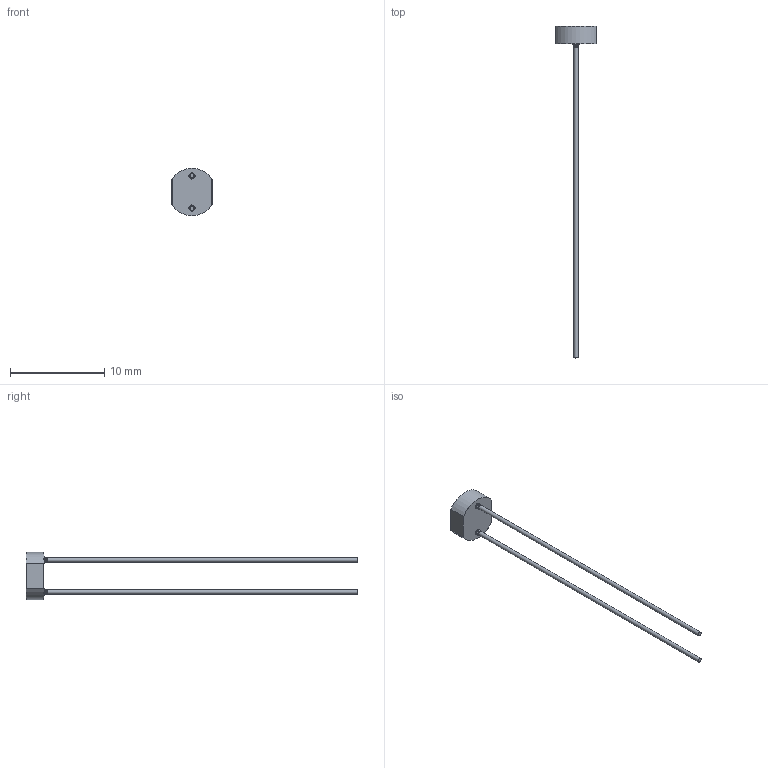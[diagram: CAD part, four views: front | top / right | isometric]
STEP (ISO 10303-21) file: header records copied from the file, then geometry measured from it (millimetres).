
FILE_DESCRIPTION(/* description */ (''),/* implementation_level */ '2;1');
FILE_NAME(/* name */ 'LDR cell thru-hole leaded.stp',/* time_stamp */ '2017-09-08T19:50:17-07:00',/* author */ ('isaacporras'),/* organization */ (''),/* preprocessor_version */ 'ST-DEVELOPER v16.13',/* originating_system */ 'Autodesk Inventor 2018',/* authorisation */ '');
FILE_SCHEMA (('AUTOMOTIVE_DESIGN { 1 0 10303 214 3 1 1 }'));
Length unit declared in the file: inch
Products named in the file (1): LDR cell thru-hole leaded
Bounding box: 4.25 x 35.23 x 5.05 mm (x, y, z)
Volume: 45.9 mm3; surface area: 160.8 mm2
Topology: 1 solids, 1 shells, 38 faces, 76 edges, 42 vertices
Faces by surface type: cylinder 14, sphere 8, plane 6, torus 6, bspline 2, cone 2
Full cylindrical faces by diameter (mm): 0.45 x2, 0.65 x2
Entity records: 1057 total; most frequent: CARTESIAN_POINT 201, DIRECTION 186, ORIENTED_EDGE 132, AXIS2_PLACEMENT_3D 85, EDGE_CURVE 66, CIRCLE 48, EDGE_LOOP 48, VERTEX_POINT 40
